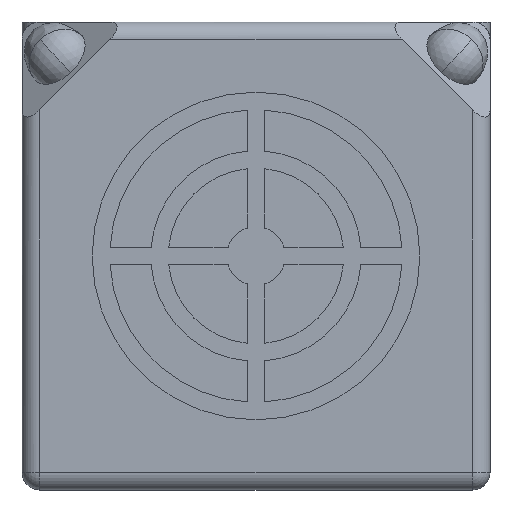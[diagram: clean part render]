
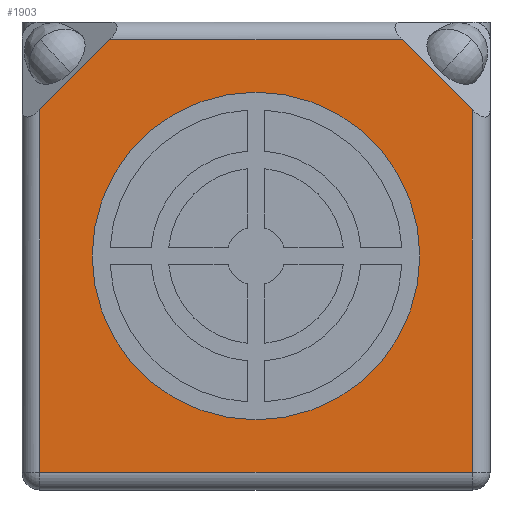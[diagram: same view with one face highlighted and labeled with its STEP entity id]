
A CAD part, front view. The second image highlights one B-rep face of the part: STEP entity #1903.
In plain terms, the highlighted planar face has unit normal (0, -1, 0).
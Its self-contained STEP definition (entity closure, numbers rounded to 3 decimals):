
#43 = DIRECTION ( 'NONE',  ( 1., 0., 0. ) ) ;
#111 = FACE_BOUND ( 'NONE', #4316, .T. ) ;
#308 = DIRECTION ( 'NONE',  ( 0., -1., 0. ) ) ;
#452 = CARTESIAN_POINT ( 'NONE',  ( 18.5, 0., -18.5 ) ) ;
#745 = VERTEX_POINT ( 'NONE', #9257 ) ;
#762 = LINE ( 'NONE', #7421, #11868 ) ;
#804 = VECTOR ( 'NONE', #43, 1000. ) ;
#1037 = AXIS2_PLACEMENT_3D ( 'NONE', #10400, #5710, #9472 ) ;
#1039 = PLANE ( 'NONE',  #8265 ) ;
#1275 = EDGE_CURVE ( 'NONE', #11349, #7081, #3224, .T. ) ;
#1294 = AXIS2_PLACEMENT_3D ( 'NONE', #7574, #308, #10581 ) ;
#1370 = DIRECTION ( 'NONE',  ( 0., 0., 1. ) ) ;
#1416 = VERTEX_POINT ( 'NONE', #9187 ) ;
#1580 = VERTEX_POINT ( 'NONE', #7945 ) ;
#1640 = EDGE_CURVE ( 'NONE', #1416, #1580, #4127, .T. ) ;
#1903 = ADVANCED_FACE ( 'NONE', ( #111, #2942 ), #1039, .F. ) ;
#1931 = EDGE_CURVE ( 'NONE', #3410, #11349, #6699, .T. ) ;
#2014 = CARTESIAN_POINT ( 'NONE',  ( -18.5, 0., -18.5 ) ) ;
#2469 = CARTESIAN_POINT ( 'NONE',  ( 12.5, 0., 18.5 ) ) ;
#2487 = CARTESIAN_POINT ( 'NONE',  ( 18.5, 0., -18.5 ) ) ;
#2525 = ORIENTED_EDGE ( 'NONE', *, *, #7403, .T. ) ;
#2942 = FACE_OUTER_BOUND ( 'NONE', #4101, .T. ) ;
#3209 = CIRCLE ( 'NONE', #1037, 14. ) ;
#3224 = LINE ( 'NONE', #2487, #7559 ) ;
#3410 = VERTEX_POINT ( 'NONE', #9551 ) ;
#3663 = DIRECTION ( 'NONE',  ( 0.707, 0., 0.707 ) ) ;
#3859 = ORIENTED_EDGE ( 'NONE', *, *, #1275, .T. ) ;
#3878 = DIRECTION ( 'NONE',  ( 1., 0., 0. ) ) ;
#4098 = CARTESIAN_POINT ( 'NONE',  ( -18.5, 0., 12.5 ) ) ;
#4101 = EDGE_LOOP ( 'NONE', ( #10904, #3859, #2525, #8195, #9011, #6425 ) ) ;
#4127 = LINE ( 'NONE', #2469, #10125 ) ;
#4316 = EDGE_LOOP ( 'NONE', ( #9357, #8289 ) ) ;
#4373 = DIRECTION ( 'NONE',  ( -1., 0., 0. ) ) ;
#4796 = CARTESIAN_POINT ( 'NONE',  ( 0., 0., 0. ) ) ;
#4884 = EDGE_CURVE ( 'NONE', #5613, #5348, #3209, .T. ) ;
#5130 = CARTESIAN_POINT ( 'NONE',  ( 18.5, 0., 12.5 ) ) ;
#5348 = VERTEX_POINT ( 'NONE', #7187 ) ;
#5613 = VERTEX_POINT ( 'NONE', #6807 ) ;
#5710 = DIRECTION ( 'NONE',  ( 0., -1., 0. ) ) ;
#5764 = VECTOR ( 'NONE', #8885, 1000. ) ;
#5858 = EDGE_CURVE ( 'NONE', #745, #1580, #762, .T. ) ;
#6059 = LINE ( 'NONE', #5130, #5764 ) ;
#6425 = ORIENTED_EDGE ( 'NONE', *, *, #8476, .T. ) ;
#6699 = LINE ( 'NONE', #2014, #804 ) ;
#6800 = CIRCLE ( 'NONE', #1294, 14. ) ;
#6807 = CARTESIAN_POINT ( 'NONE',  ( 14., 0., 0. ) ) ;
#6992 = LINE ( 'NONE', #4098, #9937 ) ;
#7081 = VERTEX_POINT ( 'NONE', #11199 ) ;
#7187 = CARTESIAN_POINT ( 'NONE',  ( -14., 0., 0. ) ) ;
#7403 = EDGE_CURVE ( 'NONE', #7081, #1416, #6059, .T. ) ;
#7421 = CARTESIAN_POINT ( 'NONE',  ( -18.5, 0., 12.5 ) ) ;
#7559 = VECTOR ( 'NONE', #1370, 1000. ) ;
#7574 = CARTESIAN_POINT ( 'NONE',  ( 0., 0., 0. ) ) ;
#7945 = CARTESIAN_POINT ( 'NONE',  ( -12.5, 0., 18.5 ) ) ;
#8195 = ORIENTED_EDGE ( 'NONE', *, *, #1640, .T. ) ;
#8265 = AXIS2_PLACEMENT_3D ( 'NONE', #4796, #10450, #3878 ) ;
#8289 = ORIENTED_EDGE ( 'NONE', *, *, #10600, .F. ) ;
#8476 = EDGE_CURVE ( 'NONE', #745, #3410, #6992, .T. ) ;
#8885 = DIRECTION ( 'NONE',  ( -0.707, 0., 0.707 ) ) ;
#9011 = ORIENTED_EDGE ( 'NONE', *, *, #5858, .F. ) ;
#9187 = CARTESIAN_POINT ( 'NONE',  ( 12.5, 0., 18.5 ) ) ;
#9257 = CARTESIAN_POINT ( 'NONE',  ( -18.5, 0., 12.5 ) ) ;
#9357 = ORIENTED_EDGE ( 'NONE', *, *, #4884, .F. ) ;
#9472 = DIRECTION ( 'NONE',  ( 1., 0., 0. ) ) ;
#9551 = CARTESIAN_POINT ( 'NONE',  ( -18.5, 0., -18.5 ) ) ;
#9937 = VECTOR ( 'NONE', #11600, 1000. ) ;
#10125 = VECTOR ( 'NONE', #4373, 1000. ) ;
#10400 = CARTESIAN_POINT ( 'NONE',  ( 0., 0., 0. ) ) ;
#10450 = DIRECTION ( 'NONE',  ( 0., 1., 0. ) ) ;
#10581 = DIRECTION ( 'NONE',  ( -1., 0., 0. ) ) ;
#10600 = EDGE_CURVE ( 'NONE', #5348, #5613, #6800, .T. ) ;
#10904 = ORIENTED_EDGE ( 'NONE', *, *, #1931, .T. ) ;
#11199 = CARTESIAN_POINT ( 'NONE',  ( 18.5, 0., 12.5 ) ) ;
#11349 = VERTEX_POINT ( 'NONE', #452 ) ;
#11600 = DIRECTION ( 'NONE',  ( 0., 0., -1. ) ) ;
#11868 = VECTOR ( 'NONE', #3663, 1000. ) ;
